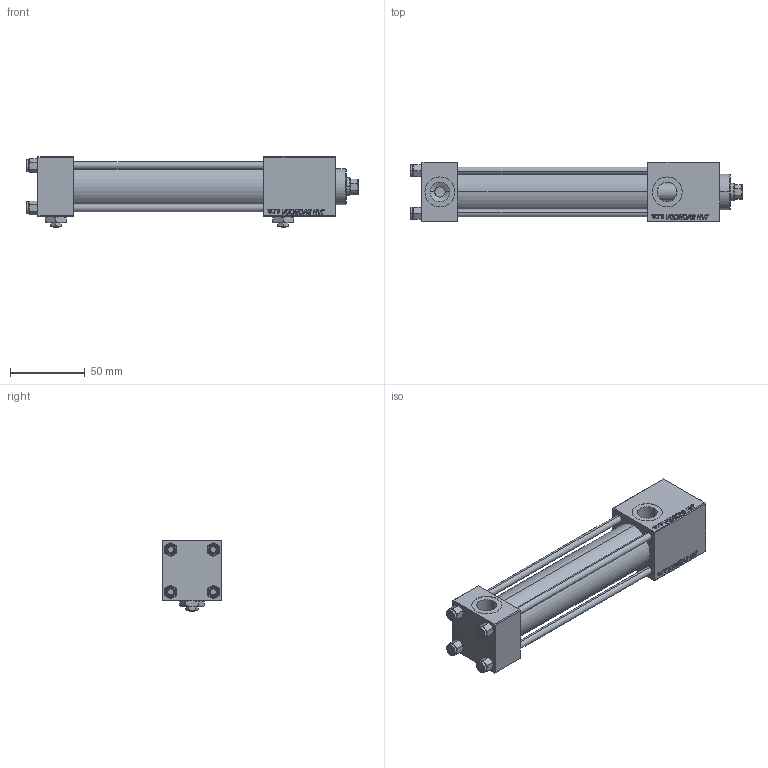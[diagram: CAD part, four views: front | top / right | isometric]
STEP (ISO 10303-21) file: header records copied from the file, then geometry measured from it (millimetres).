
FILE_DESCRIPTION (( 'STEP AP203' ), '1' );
FILE_NAME ('a533.STEP', '2023-08-23T14:54:00', ( '' ), ( '' ), 'SwSTEP 2.0', 'SolidWorks 2019', '' );
FILE_SCHEMA (( 'CONFIG_CONTROL_DESIGN' ));
Length unit declared in the file: millimetre
Products named in the file (7): Zatka_pro_OIL_PORT 5521cf9a1dd035334b560e9f372b44fb; V215_VC_A 5521cf9a1dd035334b560e9f372b44fb; V215CR_VCP_C 5521cf9a1dd035334b560e9f372b44fb; V215CR_C_Body 5521cf9a1dd035334b560e9f372b44fb; a533; NUT_M5_C 5521cf9a1dd035334b560e9f372b44fb; V215CR_C_TYCINKA 5521cf9a1dd035334b560e9f372b44fb
Assembly tree (13 placements, depth 2):
  a533
    V215CR_C_Body 5521cf9a1dd035334b560e9f372b44fb
    V215CR_VCP_C 5521cf9a1dd035334b560e9f372b44fb
    NUT_M5_C 5521cf9a1dd035334b560e9f372b44fb  x4
    V215CR_C_TYCINKA 5521cf9a1dd035334b560e9f372b44fb  x4
    V215_VC_A 5521cf9a1dd035334b560e9f372b44fb
    Zatka_pro_OIL_PORT 5521cf9a1dd035334b560e9f372b44fb  x2
Bounding box: 222 x 40 x 47 mm (x, y, z)
Volume: 177428.1 mm3; surface area: 78326.2 mm2
Topology: 13 solids, 13 shells, 1248 faces, 3102 edges, 1999 vertices
Faces by surface type: plane 572, bspline 392, cone 178, cylinder 98, torus 8
Entity records: 52157 total; most frequent: CARTESIAN_POINT 27702, ORIENTED_EDGE 5504, DIRECTION 3538, EDGE_CURVE 2752, VERTEX_POINT 1797, VECTOR 1636, LINE 1636, EDGE_LOOP 1219
